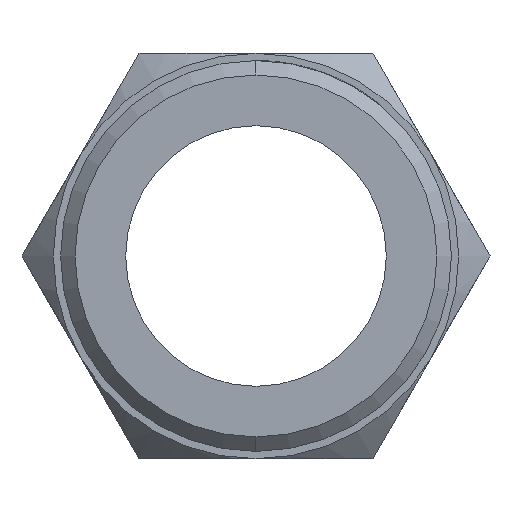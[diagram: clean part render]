
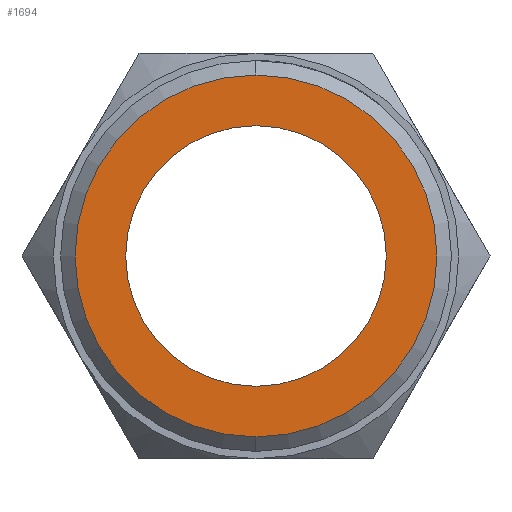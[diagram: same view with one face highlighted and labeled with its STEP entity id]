
A CAD part, left-side view. The second image highlights one B-rep face of the part: STEP entity #1694.
In plain terms, the highlighted planar face has unit normal (-1, 0, 0).
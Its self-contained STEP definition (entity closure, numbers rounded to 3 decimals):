
#215 = DIRECTION ( 'NONE',  ( -1., 0., 0. ) ) ;
#755 = EDGE_LOOP ( 'NONE', ( #7002, #4350 ) ) ;
#936 = CIRCLE ( 'NONE', #2192, 4.5 ) ;
#1122 = CARTESIAN_POINT ( 'NONE',  ( 0., 0., 0. ) ) ;
#1280 = DIRECTION ( 'NONE',  ( 1., 0., 0. ) ) ;
#1694 = ADVANCED_FACE ( 'NONE', ( #4088, #3823 ), #6946, .F. ) ;
#1840 = VERTEX_POINT ( 'NONE', #5295 ) ;
#1995 = ORIENTED_EDGE ( 'NONE', *, *, #8105, .T. ) ;
#2027 = EDGE_CURVE ( 'NONE', #2102, #3129, #2030, .T. ) ;
#2030 = CIRCLE ( 'NONE', #3148, 4.5 ) ;
#2102 = VERTEX_POINT ( 'NONE', #7368 ) ;
#2192 = AXIS2_PLACEMENT_3D ( 'NONE', #3172, #7124, #4564 ) ;
#2625 = CIRCLE ( 'NONE', #7479, 6.25 ) ;
#2741 = CARTESIAN_POINT ( 'NONE',  ( 0., 0., 4.5 ) ) ;
#3129 = VERTEX_POINT ( 'NONE', #2741 ) ;
#3148 = AXIS2_PLACEMENT_3D ( 'NONE', #3985, #1280, #5285 ) ;
#3172 = CARTESIAN_POINT ( 'NONE',  ( 0., 0., 0. ) ) ;
#3823 = FACE_BOUND ( 'NONE', #755, .T. ) ;
#3894 = EDGE_LOOP ( 'NONE', ( #8006, #1995 ) ) ;
#3985 = CARTESIAN_POINT ( 'NONE',  ( 0., 0., 0. ) ) ;
#4088 = FACE_OUTER_BOUND ( 'NONE', #3894, .T. ) ;
#4350 = ORIENTED_EDGE ( 'NONE', *, *, #2027, .T. ) ;
#4353 = EDGE_CURVE ( 'NONE', #3129, #2102, #936, .T. ) ;
#4440 = VERTEX_POINT ( 'NONE', #8076 ) ;
#4564 = DIRECTION ( 'NONE',  ( 0., 0., -1. ) ) ;
#4948 = DIRECTION ( 'NONE',  ( 0., 0., -1. ) ) ;
#5285 = DIRECTION ( 'NONE',  ( 0., 0., -1. ) ) ;
#5295 = CARTESIAN_POINT ( 'NONE',  ( 0., 0., -6.25 ) ) ;
#5732 = EDGE_CURVE ( 'NONE', #1840, #4440, #6211, .T. ) ;
#5771 = DIRECTION ( 'NONE',  ( -1., 0., 0. ) ) ;
#6055 = AXIS2_PLACEMENT_3D ( 'NONE', #1122, #6325, #4948 ) ;
#6071 = CARTESIAN_POINT ( 'NONE',  ( 0., 0., 0. ) ) ;
#6211 = CIRCLE ( 'NONE', #6914, 6.25 ) ;
#6325 = DIRECTION ( 'NONE',  ( 1., 0., 0. ) ) ;
#6914 = AXIS2_PLACEMENT_3D ( 'NONE', #6071, #215, #7341 ) ;
#6946 = PLANE ( 'NONE',  #6055 ) ;
#7002 = ORIENTED_EDGE ( 'NONE', *, *, #4353, .T. ) ;
#7044 = CARTESIAN_POINT ( 'NONE',  ( 0., 0., 0. ) ) ;
#7124 = DIRECTION ( 'NONE',  ( 1., 0., 0. ) ) ;
#7130 = DIRECTION ( 'NONE',  ( 0., 0., -1. ) ) ;
#7341 = DIRECTION ( 'NONE',  ( 0., 0., -1. ) ) ;
#7368 = CARTESIAN_POINT ( 'NONE',  ( 0., 0., -4.5 ) ) ;
#7479 = AXIS2_PLACEMENT_3D ( 'NONE', #7044, #5771, #7130 ) ;
#8006 = ORIENTED_EDGE ( 'NONE', *, *, #5732, .T. ) ;
#8076 = CARTESIAN_POINT ( 'NONE',  ( 0., 0., 6.25 ) ) ;
#8105 = EDGE_CURVE ( 'NONE', #4440, #1840, #2625, .T. ) ;
